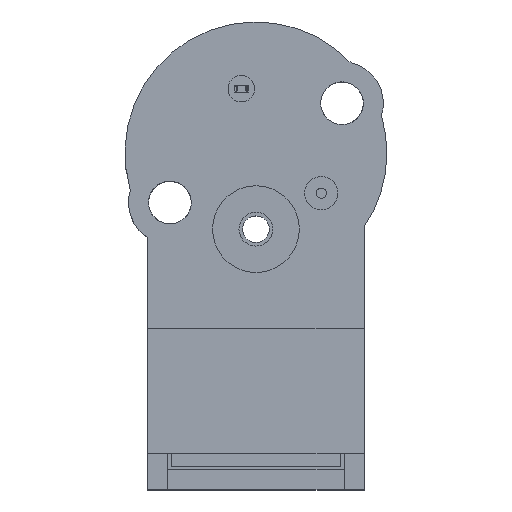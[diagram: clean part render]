
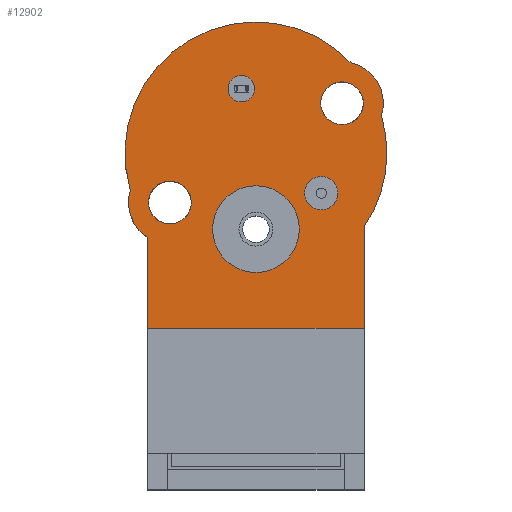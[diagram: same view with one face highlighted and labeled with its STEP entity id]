
A CAD part, top view. The second image highlights one B-rep face of the part: STEP entity #12902.
In plain terms, the highlighted planar face has unit normal (0, 0, 1).
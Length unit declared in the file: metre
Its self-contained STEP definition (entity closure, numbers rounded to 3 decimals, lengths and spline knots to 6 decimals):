
#414=CIRCLE('',#14388,0.009811);
#415=CIRCLE('',#14390,0.0031);
#416=CIRCLE('',#14395,0.009811);
#418=CIRCLE('',#14398,0.0016);
#422=CIRCLE('',#14404,0.0016);
#423=CIRCLE('',#14406,0.0031);
#430=CIRCLE('',#14428,0.001);
#432=CIRCLE('',#14431,0.00125);
#435=CIRCLE('',#14437,0.00325);
#2608=ORIENTED_EDGE('',*,*,#5246,.F.);
#2609=ORIENTED_EDGE('',*,*,#5224,.T.);
#2610=ORIENTED_EDGE('',*,*,#5198,.F.);
#2611=ORIENTED_EDGE('',*,*,#5205,.T.);
#2612=ORIENTED_EDGE('',*,*,#5228,.T.);
#2613=ORIENTED_EDGE('',*,*,#5207,.T.);
#2614=ORIENTED_EDGE('',*,*,#5214,.F.);
#2615=ORIENTED_EDGE('',*,*,#5225,.F.);
#2616=ORIENTED_EDGE('',*,*,#5195,.F.);
#2617=ORIENTED_EDGE('',*,*,#5218,.F.);
#2618=ORIENTED_EDGE('',*,*,#5241,.F.);
#2619=ORIENTED_EDGE('',*,*,#5243,.F.);
#5195=EDGE_CURVE('',#6705,#6706,#414,.F.);
#5198=EDGE_CURVE('',#6707,#6705,#415,.F.);
#5205=EDGE_CURVE('',#6707,#6712,#8091,.T.);
#5207=EDGE_CURVE('',#6714,#6713,#8093,.T.);
#5214=EDGE_CURVE('',#6719,#6713,#416,.F.);
#5218=EDGE_CURVE('',#6722,#6722,#418,.T.);
#5224=EDGE_CURVE('',#6727,#6727,#422,.F.);
#5225=EDGE_CURVE('',#6706,#6719,#423,.F.);
#5228=EDGE_CURVE('',#6712,#6714,#8102,.T.);
#5241=EDGE_CURVE('',#6733,#6733,#430,.T.);
#5243=EDGE_CURVE('',#6735,#6735,#432,.T.);
#5246=EDGE_CURVE('',#6738,#6738,#435,.T.);
#6705=VERTEX_POINT('',#20414);
#6706=VERTEX_POINT('',#20416);
#6707=VERTEX_POINT('',#20420);
#6712=VERTEX_POINT('',#20445);
#6713=VERTEX_POINT('',#20450);
#6714=VERTEX_POINT('',#20452);
#6719=VERTEX_POINT('',#20476);
#6722=VERTEX_POINT('',#20485);
#6727=VERTEX_POINT('',#20498);
#6733=VERTEX_POINT('',#20537);
#6735=VERTEX_POINT('',#20542);
#6738=VERTEX_POINT('',#20551);
#8091=LINE('',#20446,#9657);
#8093=LINE('',#20451,#9659);
#8102=LINE('',#20505,#9668);
#9657=VECTOR('',#16703,1.);
#9659=VECTOR('',#16709,1.);
#9668=VECTOR('',#16748,1.);
#10775=EDGE_LOOP('',(#2608));
#10776=EDGE_LOOP('',(#2609));
#10777=EDGE_LOOP('',(#2610,#2611,#2612,#2613,#2614,#2615,#2616));
#10778=EDGE_LOOP('',(#2617));
#10779=EDGE_LOOP('',(#2618));
#10780=EDGE_LOOP('',(#2619));
#11532=FACE_BOUND('',#10775,.T.);
#11533=FACE_BOUND('',#10776,.T.);
#11534=FACE_BOUND('',#10777,.T.);
#11535=FACE_BOUND('',#10778,.T.);
#11536=FACE_BOUND('',#10779,.T.);
#11537=FACE_BOUND('',#10780,.T.);
#12175=PLANE('',#14438);
#12902=ADVANCED_FACE('',(#11532,#11533,#11534,#11535,#11536,#11537),#12175,
 .T.);
#14388=AXIS2_PLACEMENT_3D('',#20415,#16691,#16692);
#14390=AXIS2_PLACEMENT_3D('',#20421,#16697,#16698);
#14395=AXIS2_PLACEMENT_3D('',#20477,#16714,#16715);
#14398=AXIS2_PLACEMENT_3D('',#20484,#16722,#16723);
#14404=AXIS2_PLACEMENT_3D('',#20497,#16736,#16737);
#14406=AXIS2_PLACEMENT_3D('',#20500,#16740,#16741);
#14428=AXIS2_PLACEMENT_3D('',#20536,#16793,#16794);
#14431=AXIS2_PLACEMENT_3D('',#20541,#16799,#16800);
#14437=AXIS2_PLACEMENT_3D('',#20550,#16811,#16812);
#14438=AXIS2_PLACEMENT_3D('',#20552,#16813,#16814);
#16691=DIRECTION('',(0.,0.,1.));
#16692=DIRECTION('',(1.,0.,0.));
#16697=DIRECTION('',(0.,0.,1.));
#16698=DIRECTION('',(1.,0.,0.));
#16703=DIRECTION('',(0.,-1.,0.));
#16709=DIRECTION('',(0.,1.,0.));
#16714=DIRECTION('',(0.,0.,1.));
#16715=DIRECTION('',(1.,0.,0.));
#16722=DIRECTION('',(0.,0.,1.));
#16723=DIRECTION('',(1.,0.,0.));
#16736=DIRECTION('',(0.,0.,1.));
#16737=DIRECTION('',(1.,0.,0.));
#16740=DIRECTION('',(0.,0.,1.));
#16741=DIRECTION('',(1.,0.,0.));
#16748=DIRECTION('',(1.,0.,0.));
#16793=DIRECTION('',(0.,0.,1.));
#16794=DIRECTION('',(1.,0.,0.));
#16799=DIRECTION('',(0.,0.,1.));
#16800=DIRECTION('',(1.,0.,0.));
#16811=DIRECTION('',(0.,0.,1.));
#16812=DIRECTION('',(1.,0.,0.));
#16813=DIRECTION('',(0.,0.,1.));
#16814=DIRECTION('',(1.,0.,0.));
#20414=CARTESIAN_POINT('',(-0.009404,-0.002797,0.00517));
#20415=CARTESIAN_POINT('',(0.,0.,0.00517));
#20416=CARTESIAN_POINT('',(0.007124,0.006746,0.00517));
#20420=CARTESIAN_POINT('',(-0.0081,-0.006343,0.00517));
#20421=CARTESIAN_POINT('',(-0.006445,-0.003722,0.00517));
#20445=CARTESIAN_POINT('',(-0.0081,-0.013145,0.00517));
#20446=CARTESIAN_POINT('',(-0.0081,-0.015792,0.00517));
#20450=CARTESIAN_POINT('',(0.0081,-0.005535,0.00517));
#20451=CARTESIAN_POINT('',(0.0081,-0.015388,0.00517));
#20452=CARTESIAN_POINT('',(0.0081,-0.013145,0.00517));
#20476=CARTESIAN_POINT('',(0.009404,0.002797,0.00517));
#20477=CARTESIAN_POINT('',(0.,0.,0.00517));
#20484=CARTESIAN_POINT('',(-0.006445,-0.003722,0.00517));
#20485=CARTESIAN_POINT('',(-0.004845,-0.003722,0.00517));
#20497=CARTESIAN_POINT('',(0.006445,0.003721,0.00517));
#20498=CARTESIAN_POINT('',(0.008045,0.003721,0.00517));
#20500=CARTESIAN_POINT('',(0.006445,0.003721,0.00517));
#20505=CARTESIAN_POINT('',(0.,-0.013145,0.00517));
#20536=CARTESIAN_POINT('',(-0.001092,0.004816,0.00517));
#20537=CARTESIAN_POINT('',(-0.000092,0.004816,0.00517));
#20541=CARTESIAN_POINT('',(0.004898,-0.003011,0.00517));
#20542=CARTESIAN_POINT('',(0.006148,-0.003011,0.00517));
#20550=CARTESIAN_POINT('',(0.,-0.00571,0.00517));
#20551=CARTESIAN_POINT('',(0.00325,-0.00571,0.00517));
#20552=CARTESIAN_POINT('',(0.,-0.001667,0.00517));
